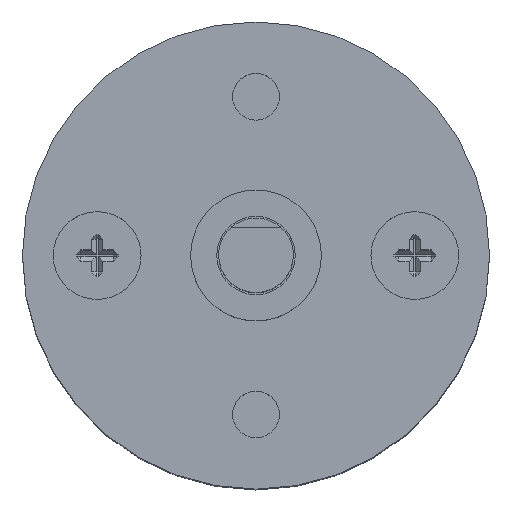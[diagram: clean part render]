
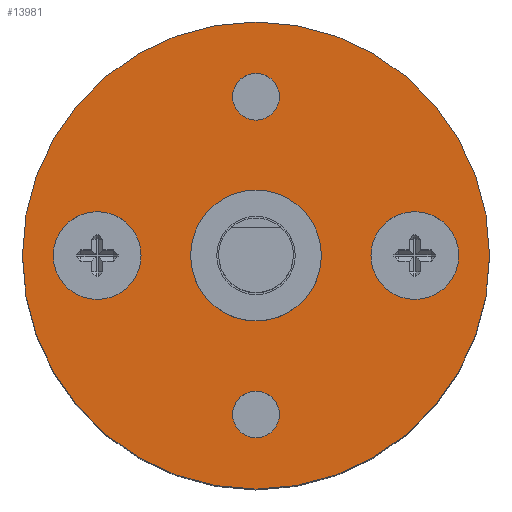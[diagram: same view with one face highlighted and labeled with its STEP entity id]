
A CAD part, top view. The second image highlights one B-rep face of the part: STEP entity #13981.
In plain terms, the highlighted planar face has unit normal (0, 0, 1).
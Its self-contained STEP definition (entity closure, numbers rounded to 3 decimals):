
#706 = EDGE_CURVE ( 'NONE', #1077, #2898, #9506, .T. ) ;
#717 = ORIENTED_EDGE ( 'NONE', *, *, #1085, .F. ) ;
#1077 = VERTEX_POINT ( 'NONE', #7659 ) ;
#1085 = EDGE_CURVE ( 'NONE', #13627, #12330, #15950, .T. ) ;
#1369 = CIRCLE ( 'NONE', #20394, 2.35 ) ;
#1640 = CIRCLE ( 'NONE', #10233, 2.35 ) ;
#1728 = EDGE_LOOP ( 'NONE', ( #717, #16305 ) ) ;
#1790 = DIRECTION ( 'NONE',  ( 1., 0., 0. ) ) ;
#1809 = CARTESIAN_POINT ( 'NONE',  ( 39.375, 0., 18.375 ) ) ;
#2004 = EDGE_LOOP ( 'NONE', ( #18969, #19601 ) ) ;
#2191 = VERTEX_POINT ( 'NONE', #13432 ) ;
#2419 = CARTESIAN_POINT ( 'NONE',  ( 37.025, 0., 18.375 ) ) ;
#2731 = DIRECTION ( 'NONE',  ( 0., 0., -1. ) ) ;
#2898 = VERTEX_POINT ( 'NONE', #15634 ) ;
#2908 = VERTEX_POINT ( 'NONE', #20405 ) ;
#3560 = CIRCLE ( 'NONE', #13205, 1.25 ) ;
#3699 = CARTESIAN_POINT ( 'NONE',  ( 32.125, 8.5, 18.375 ) ) ;
#3743 = EDGE_CURVE ( 'NONE', #8022, #23799, #21174, .T. ) ;
#3914 = CIRCLE ( 'NONE', #22632, 12.5 ) ;
#3922 = DIRECTION ( 'NONE',  ( 0., 0., 1. ) ) ;
#4129 = ORIENTED_EDGE ( 'NONE', *, *, #23131, .F. ) ;
#4267 = CARTESIAN_POINT ( 'NONE',  ( 24.725, 0., 18.375 ) ) ;
#4497 = CARTESIAN_POINT ( 'NONE',  ( 30.875, -8.5, 18.375 ) ) ;
#5207 = FACE_BOUND ( 'NONE', #1728, .T. ) ;
#5817 = DIRECTION ( 'NONE',  ( 1., 0., 0. ) ) ;
#6232 = CARTESIAN_POINT ( 'NONE',  ( 30.875, 0., 18.375 ) ) ;
#6304 = AXIS2_PLACEMENT_3D ( 'NONE', #1809, #23641, #5817 ) ;
#6407 = ORIENTED_EDGE ( 'NONE', *, *, #20970, .F. ) ;
#7464 = DIRECTION ( 'NONE',  ( 0., 0., 1. ) ) ;
#7659 = CARTESIAN_POINT ( 'NONE',  ( 43.375, 0., 18.375 ) ) ;
#7953 = ORIENTED_EDGE ( 'NONE', *, *, #24996, .F. ) ;
#8022 = VERTEX_POINT ( 'NONE', #12241 ) ;
#8163 = AXIS2_PLACEMENT_3D ( 'NONE', #14793, #21273, #8221 ) ;
#8221 = DIRECTION ( 'NONE',  ( 1., 0., 0. ) ) ;
#8242 = AXIS2_PLACEMENT_3D ( 'NONE', #11220, #26493, #9133 ) ;
#8277 = AXIS2_PLACEMENT_3D ( 'NONE', #20621, #10022, #12113 ) ;
#8365 = AXIS2_PLACEMENT_3D ( 'NONE', #14715, #3922, #17076 ) ;
#8677 = EDGE_CURVE ( 'NONE', #12330, #13627, #15415, .T. ) ;
#8687 = AXIS2_PLACEMENT_3D ( 'NONE', #4497, #10707, #19687 ) ;
#8698 = AXIS2_PLACEMENT_3D ( 'NONE', #15225, #15021, #19713 ) ;
#9133 = DIRECTION ( 'NONE',  ( -1., 0., 0. ) ) ;
#9223 = CARTESIAN_POINT ( 'NONE',  ( 34.375, 0., 18.375 ) ) ;
#9310 = DIRECTION ( 'NONE',  ( -1., 0., 0. ) ) ;
#9320 = FACE_BOUND ( 'NONE', #15405, .T. ) ;
#9506 = CIRCLE ( 'NONE', #8698, 12.5 ) ;
#9980 = EDGE_CURVE ( 'NONE', #11355, #2191, #22039, .T. ) ;
#10022 = DIRECTION ( 'NONE',  ( 0., 0., -1. ) ) ;
#10233 = AXIS2_PLACEMENT_3D ( 'NONE', #18062, #13948, #24659 ) ;
#10707 = DIRECTION ( 'NONE',  ( 0., 0., 1. ) ) ;
#11002 = FACE_BOUND ( 'NONE', #13060, .T. ) ;
#11127 = ORIENTED_EDGE ( 'NONE', *, *, #3743, .T. ) ;
#11220 = CARTESIAN_POINT ( 'NONE',  ( 30.875, 0., 18.375 ) ) ;
#11355 = VERTEX_POINT ( 'NONE', #9223 ) ;
#11857 = DIRECTION ( 'NONE',  ( 1., 0., 0. ) ) ;
#12056 = DIRECTION ( 'NONE',  ( -1., 0., 0. ) ) ;
#12113 = DIRECTION ( 'NONE',  ( -1., 0., 0. ) ) ;
#12241 = CARTESIAN_POINT ( 'NONE',  ( 20.025, 0., 18.375 ) ) ;
#12330 = VERTEX_POINT ( 'NONE', #24543 ) ;
#12498 = EDGE_CURVE ( 'NONE', #2191, #11355, #19281, .T. ) ;
#12991 = VERTEX_POINT ( 'NONE', #18728 ) ;
#13060 = EDGE_LOOP ( 'NONE', ( #16468, #4129 ) ) ;
#13205 = AXIS2_PLACEMENT_3D ( 'NONE', #27723, #16570, #20969 ) ;
#13432 = CARTESIAN_POINT ( 'NONE',  ( 27.375, 0., 18.375 ) ) ;
#13627 = VERTEX_POINT ( 'NONE', #3699 ) ;
#13948 = DIRECTION ( 'NONE',  ( 0., 0., -1. ) ) ;
#13981 = ADVANCED_FACE ( 'NONE', ( #25367, #11002, #9320, #5207, #27718, #27045 ), #27090, .F. ) ;
#14715 = CARTESIAN_POINT ( 'NONE',  ( 30.875, 0., 18.375 ) ) ;
#14793 = CARTESIAN_POINT ( 'NONE',  ( 30.875, 8.5, 18.375 ) ) ;
#15021 = DIRECTION ( 'NONE',  ( 0., 0., -1. ) ) ;
#15225 = CARTESIAN_POINT ( 'NONE',  ( 30.875, 0., 18.375 ) ) ;
#15405 = EDGE_LOOP ( 'NONE', ( #6407, #7953 ) ) ;
#15415 = CIRCLE ( 'NONE', #8163, 1.25 ) ;
#15634 = CARTESIAN_POINT ( 'NONE',  ( 18.375, 0., 18.375 ) ) ;
#15950 = CIRCLE ( 'NONE', #24274, 1.25 ) ;
#16122 = EDGE_LOOP ( 'NONE', ( #27582, #11127 ) ) ;
#16305 = ORIENTED_EDGE ( 'NONE', *, *, #8677, .F. ) ;
#16468 = ORIENTED_EDGE ( 'NONE', *, *, #16734, .F. ) ;
#16570 = DIRECTION ( 'NONE',  ( 0., 0., 1. ) ) ;
#16734 = EDGE_CURVE ( 'NONE', #28060, #20851, #1369, .T. ) ;
#17003 = DIRECTION ( 'NONE',  ( 0., 0., -1. ) ) ;
#17076 = DIRECTION ( 'NONE',  ( -1., 0., 0. ) ) ;
#17799 = CIRCLE ( 'NONE', #6304, 2.35 ) ;
#17993 = CARTESIAN_POINT ( 'NONE',  ( 22.375, 0., 18.375 ) ) ;
#18062 = CARTESIAN_POINT ( 'NONE',  ( 22.375, 0., 18.375 ) ) ;
#18660 = AXIS2_PLACEMENT_3D ( 'NONE', #17993, #2731, #9310 ) ;
#18728 = CARTESIAN_POINT ( 'NONE',  ( 29.625, -8.5, 18.375 ) ) ;
#18969 = ORIENTED_EDGE ( 'NONE', *, *, #706, .F. ) ;
#19011 = EDGE_CURVE ( 'NONE', #2898, #1077, #3914, .T. ) ;
#19075 = CIRCLE ( 'NONE', #8687, 1.25 ) ;
#19281 = CIRCLE ( 'NONE', #8242, 3.5 ) ;
#19601 = ORIENTED_EDGE ( 'NONE', *, *, #19011, .F. ) ;
#19637 = EDGE_CURVE ( 'NONE', #23799, #8022, #1640, .T. ) ;
#19687 = DIRECTION ( 'NONE',  ( 1., 0., 0. ) ) ;
#19713 = DIRECTION ( 'NONE',  ( -1., 0., 0. ) ) ;
#20205 = ORIENTED_EDGE ( 'NONE', *, *, #9980, .F. ) ;
#20394 = AXIS2_PLACEMENT_3D ( 'NONE', #27625, #25640, #1790 ) ;
#20405 = CARTESIAN_POINT ( 'NONE',  ( 32.125, -8.5, 18.375 ) ) ;
#20621 = CARTESIAN_POINT ( 'NONE',  ( 30.875, 0., 18.375 ) ) ;
#20851 = VERTEX_POINT ( 'NONE', #2419 ) ;
#20969 = DIRECTION ( 'NONE',  ( 1., 0., 0. ) ) ;
#20970 = EDGE_CURVE ( 'NONE', #2908, #12991, #3560, .T. ) ;
#21174 = CIRCLE ( 'NONE', #18660, 2.35 ) ;
#21273 = DIRECTION ( 'NONE',  ( 0., 0., 1. ) ) ;
#22039 = CIRCLE ( 'NONE', #8365, 3.5 ) ;
#22632 = AXIS2_PLACEMENT_3D ( 'NONE', #6232, #17003, #12056 ) ;
#23131 = EDGE_CURVE ( 'NONE', #20851, #28060, #17799, .T. ) ;
#23459 = EDGE_LOOP ( 'NONE', ( #26721, #20205 ) ) ;
#23641 = DIRECTION ( 'NONE',  ( 0., 0., 1. ) ) ;
#23799 = VERTEX_POINT ( 'NONE', #4267 ) ;
#24274 = AXIS2_PLACEMENT_3D ( 'NONE', #27014, #7464, #11857 ) ;
#24543 = CARTESIAN_POINT ( 'NONE',  ( 29.625, 8.5, 18.375 ) ) ;
#24659 = DIRECTION ( 'NONE',  ( -1., 0., 0. ) ) ;
#24996 = EDGE_CURVE ( 'NONE', #12991, #2908, #19075, .T. ) ;
#25367 = FACE_BOUND ( 'NONE', #16122, .T. ) ;
#25640 = DIRECTION ( 'NONE',  ( 0., 0., 1. ) ) ;
#25740 = CARTESIAN_POINT ( 'NONE',  ( 41.725, 0., 18.375 ) ) ;
#26493 = DIRECTION ( 'NONE',  ( 0., 0., 1. ) ) ;
#26721 = ORIENTED_EDGE ( 'NONE', *, *, #12498, .F. ) ;
#27014 = CARTESIAN_POINT ( 'NONE',  ( 30.875, 8.5, 18.375 ) ) ;
#27045 = FACE_OUTER_BOUND ( 'NONE', #2004, .T. ) ;
#27090 = PLANE ( 'NONE',  #8277 ) ;
#27582 = ORIENTED_EDGE ( 'NONE', *, *, #19637, .T. ) ;
#27625 = CARTESIAN_POINT ( 'NONE',  ( 39.375, 0., 18.375 ) ) ;
#27718 = FACE_BOUND ( 'NONE', #23459, .T. ) ;
#27723 = CARTESIAN_POINT ( 'NONE',  ( 30.875, -8.5, 18.375 ) ) ;
#28060 = VERTEX_POINT ( 'NONE', #25740 ) ;
